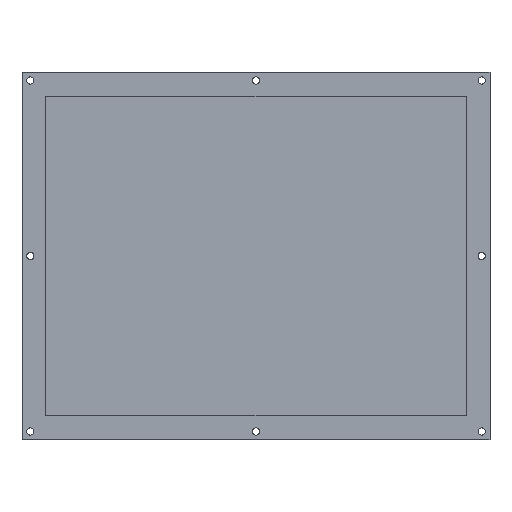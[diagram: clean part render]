
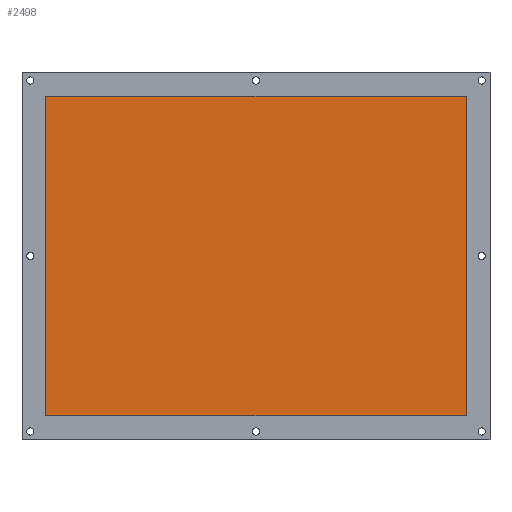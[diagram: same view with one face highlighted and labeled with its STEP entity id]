
A CAD part, top view. The second image highlights one B-rep face of the part: STEP entity #2498.
In plain terms, the highlighted planar face has unit normal (0, 0, 1).
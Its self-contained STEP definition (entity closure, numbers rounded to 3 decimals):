
#203=PLANE('',#2741);
#324=FACE_OUTER_BOUND('',#485,.T.);
#485=EDGE_LOOP('',(#2118,#2119,#2120,#2121));
#726=LINE('',#3952,#987);
#729=LINE('',#3958,#990);
#732=LINE('',#3964,#993);
#735=LINE('',#3968,#996);
#987=VECTOR('',#3250,10.);
#990=VECTOR('',#3255,10.);
#993=VECTOR('',#3260,10.);
#996=VECTOR('',#3265,10.);
#1291=VERTEX_POINT('',#3949);
#1292=VERTEX_POINT('',#3951);
#1294=VERTEX_POINT('',#3957);
#1296=VERTEX_POINT('',#3963);
#1578=EDGE_CURVE('',#1292,#1291,#726,.T.);
#1581=EDGE_CURVE('',#1294,#1292,#729,.T.);
#1584=EDGE_CURVE('',#1296,#1294,#732,.T.);
#1587=EDGE_CURVE('',#1291,#1296,#735,.T.);
#2118=ORIENTED_EDGE('',*,*,#1587,.T.);
#2119=ORIENTED_EDGE('',*,*,#1584,.T.);
#2120=ORIENTED_EDGE('',*,*,#1581,.T.);
#2121=ORIENTED_EDGE('',*,*,#1578,.T.);
#2498=ADVANCED_FACE('',(#324),#203,.T.);
#2741=AXIS2_PLACEMENT_3D('',#3969,#3266,#3267);
#3250=DIRECTION('',(0.,-1.,0.));
#3255=DIRECTION('',(-1.,0.,0.));
#3260=DIRECTION('',(0.,1.,0.));
#3265=DIRECTION('',(1.,0.,0.));
#3266=DIRECTION('center_axis',(0.,0.,1.));
#3267=DIRECTION('ref_axis',(1.,0.,0.));
#3949=CARTESIAN_POINT('',(-91.,-70.,1.5));
#3951=CARTESIAN_POINT('',(-91.,70.,1.5));
#3952=CARTESIAN_POINT('',(-91.,-70.,1.5));
#3957=CARTESIAN_POINT('',(91.,70.,1.5));
#3958=CARTESIAN_POINT('',(-91.,70.,1.5));
#3963=CARTESIAN_POINT('',(91.,-70.,1.5));
#3964=CARTESIAN_POINT('',(91.,70.,1.5));
#3968=CARTESIAN_POINT('',(91.,-70.,1.5));
#3969=CARTESIAN_POINT('Origin',(0.,0.,1.5));
